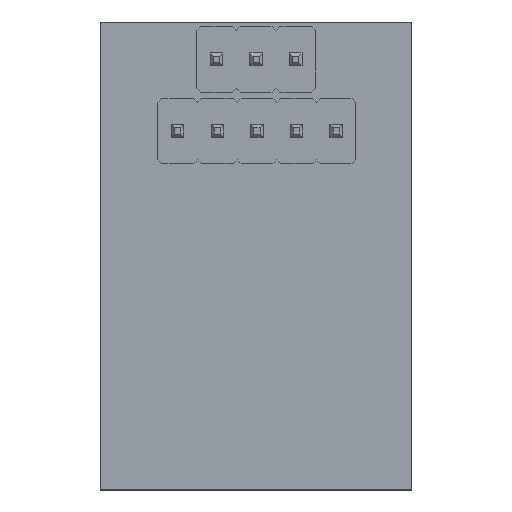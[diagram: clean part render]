
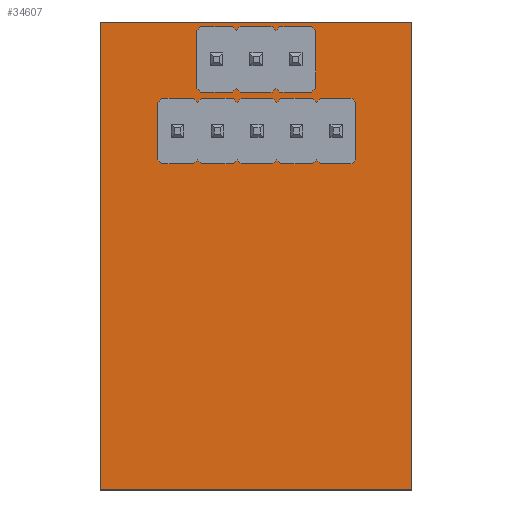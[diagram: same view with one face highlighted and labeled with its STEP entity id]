
A CAD part, top view. The second image highlights one B-rep face of the part: STEP entity #34607.
In plain terms, the highlighted planar face has unit normal (0, 0, 1).
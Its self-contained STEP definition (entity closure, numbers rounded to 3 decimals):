
#34407 = VERTEX_POINT('',#34408);
#34408 = CARTESIAN_POINT('',(5.,-7.5,1.6));
#34414 = EDGE_CURVE('',#34407,#34415,#34417,.T.);
#34415 = VERTEX_POINT('',#34416);
#34416 = CARTESIAN_POINT('',(-5.,-7.5,1.6));
#34417 = LINE('',#34418,#34419);
#34418 = CARTESIAN_POINT('',(5.,-7.5,1.6));
#34419 = VECTOR('',#34420,1.);
#34420 = DIRECTION('',(-1.,0.,0.));
#34447 = VERTEX_POINT('',#34448);
#34448 = CARTESIAN_POINT('',(5.,7.5,1.6));
#34454 = EDGE_CURVE('',#34447,#34407,#34455,.T.);
#34455 = LINE('',#34456,#34457);
#34456 = CARTESIAN_POINT('',(5.,7.5,1.6));
#34457 = VECTOR('',#34458,1.);
#34458 = DIRECTION('',(0.,-1.,0.));
#34476 = EDGE_CURVE('',#34415,#34477,#34479,.T.);
#34477 = VERTEX_POINT('',#34478);
#34478 = CARTESIAN_POINT('',(-5.,7.5,1.6));
#34479 = LINE('',#34480,#34481);
#34480 = CARTESIAN_POINT('',(-5.,-7.5,1.6));
#34481 = VECTOR('',#34482,1.);
#34482 = DIRECTION('',(0.,1.,0.));
#34607 = ADVANCED_FACE('',(#34608,#34619,#34630,#34641,#34652,#34663,
    #34674,#34685,#34696),#34707,.T.);
#34608 = FACE_BOUND('',#34609,.T.);
#34609 = EDGE_LOOP('',(#34610,#34611,#34612,#34618));
#34610 = ORIENTED_EDGE('',*,*,#34414,.F.);
#34611 = ORIENTED_EDGE('',*,*,#34454,.F.);
#34612 = ORIENTED_EDGE('',*,*,#34613,.F.);
#34613 = EDGE_CURVE('',#34477,#34447,#34614,.T.);
#34614 = LINE('',#34615,#34616);
#34615 = CARTESIAN_POINT('',(-5.,7.5,1.6));
#34616 = VECTOR('',#34617,1.);
#34617 = DIRECTION('',(1.,0.,0.));
#34618 = ORIENTED_EDGE('',*,*,#34476,.F.);
#34619 = FACE_BOUND('',#34620,.T.);
#34620 = EDGE_LOOP('',(#34621));
#34621 = ORIENTED_EDGE('',*,*,#34622,.T.);
#34622 = EDGE_CURVE('',#34623,#34623,#34625,.T.);
#34623 = VERTEX_POINT('',#34624);
#34624 = CARTESIAN_POINT('',(-2.51,3.675,1.6));
#34625 = CIRCLE('',#34626,0.325);
#34626 = AXIS2_PLACEMENT_3D('',#34627,#34628,#34629);
#34627 = CARTESIAN_POINT('',(-2.51,4.,1.6));
#34628 = DIRECTION('',(-0.,0.,-1.));
#34629 = DIRECTION('',(-0.,-1.,0.));
#34630 = FACE_BOUND('',#34631,.T.);
#34631 = EDGE_LOOP('',(#34632));
#34632 = ORIENTED_EDGE('',*,*,#34633,.T.);
#34633 = EDGE_CURVE('',#34634,#34634,#34636,.T.);
#34634 = VERTEX_POINT('',#34635);
#34635 = CARTESIAN_POINT('',(-1.24,3.675,1.6));
#34636 = CIRCLE('',#34637,0.325);
#34637 = AXIS2_PLACEMENT_3D('',#34638,#34639,#34640);
#34638 = CARTESIAN_POINT('',(-1.24,4.,1.6));
#34639 = DIRECTION('',(-0.,0.,-1.));
#34640 = DIRECTION('',(-0.,-1.,0.));
#34641 = FACE_BOUND('',#34642,.T.);
#34642 = EDGE_LOOP('',(#34643));
#34643 = ORIENTED_EDGE('',*,*,#34644,.T.);
#34644 = EDGE_CURVE('',#34645,#34645,#34647,.T.);
#34645 = VERTEX_POINT('',#34646);
#34646 = CARTESIAN_POINT('',(0.03,3.675,1.6));
#34647 = CIRCLE('',#34648,0.325);
#34648 = AXIS2_PLACEMENT_3D('',#34649,#34650,#34651);
#34649 = CARTESIAN_POINT('',(0.03,4.,1.6));
#34650 = DIRECTION('',(-0.,0.,-1.));
#34651 = DIRECTION('',(-0.,-1.,0.));
#34652 = FACE_BOUND('',#34653,.T.);
#34653 = EDGE_LOOP('',(#34654));
#34654 = ORIENTED_EDGE('',*,*,#34655,.T.);
#34655 = EDGE_CURVE('',#34656,#34656,#34658,.T.);
#34656 = VERTEX_POINT('',#34657);
#34657 = CARTESIAN_POINT('',(1.3,3.675,1.6));
#34658 = CIRCLE('',#34659,0.325);
#34659 = AXIS2_PLACEMENT_3D('',#34660,#34661,#34662);
#34660 = CARTESIAN_POINT('',(1.3,4.,1.6));
#34661 = DIRECTION('',(-0.,0.,-1.));
#34662 = DIRECTION('',(-0.,-1.,0.));
#34663 = FACE_BOUND('',#34664,.T.);
#34664 = EDGE_LOOP('',(#34665));
#34665 = ORIENTED_EDGE('',*,*,#34666,.T.);
#34666 = EDGE_CURVE('',#34667,#34667,#34669,.T.);
#34667 = VERTEX_POINT('',#34668);
#34668 = CARTESIAN_POINT('',(2.57,3.675,1.6));
#34669 = CIRCLE('',#34670,0.325);
#34670 = AXIS2_PLACEMENT_3D('',#34671,#34672,#34673);
#34671 = CARTESIAN_POINT('',(2.57,4.,1.6));
#34672 = DIRECTION('',(-0.,0.,-1.));
#34673 = DIRECTION('',(0.,-1.,0.));
#34674 = FACE_BOUND('',#34675,.T.);
#34675 = EDGE_LOOP('',(#34676));
#34676 = ORIENTED_EDGE('',*,*,#34677,.T.);
#34677 = EDGE_CURVE('',#34678,#34678,#34680,.T.);
#34678 = VERTEX_POINT('',#34679);
#34679 = CARTESIAN_POINT('',(-1.265,5.975,1.6));
#34680 = CIRCLE('',#34681,0.325);
#34681 = AXIS2_PLACEMENT_3D('',#34682,#34683,#34684);
#34682 = CARTESIAN_POINT('',(-1.265,6.3,1.6));
#34683 = DIRECTION('',(-0.,0.,-1.));
#34684 = DIRECTION('',(0.,-1.,-0.));
#34685 = FACE_BOUND('',#34686,.T.);
#34686 = EDGE_LOOP('',(#34687));
#34687 = ORIENTED_EDGE('',*,*,#34688,.T.);
#34688 = EDGE_CURVE('',#34689,#34689,#34691,.T.);
#34689 = VERTEX_POINT('',#34690);
#34690 = CARTESIAN_POINT('',(0.005,5.975,1.6));
#34691 = CIRCLE('',#34692,0.325);
#34692 = AXIS2_PLACEMENT_3D('',#34693,#34694,#34695);
#34693 = CARTESIAN_POINT('',(0.005,6.3,1.6));
#34694 = DIRECTION('',(-0.,0.,-1.));
#34695 = DIRECTION('',(0.,-1.,0.));
#34696 = FACE_BOUND('',#34697,.T.);
#34697 = EDGE_LOOP('',(#34698));
#34698 = ORIENTED_EDGE('',*,*,#34699,.T.);
#34699 = EDGE_CURVE('',#34700,#34700,#34702,.T.);
#34700 = VERTEX_POINT('',#34701);
#34701 = CARTESIAN_POINT('',(1.275,5.975,1.6));
#34702 = CIRCLE('',#34703,0.325);
#34703 = AXIS2_PLACEMENT_3D('',#34704,#34705,#34706);
#34704 = CARTESIAN_POINT('',(1.275,6.3,1.6));
#34705 = DIRECTION('',(-0.,0.,-1.));
#34706 = DIRECTION('',(-0.,-1.,0.));
#34707 = PLANE('',#34708);
#34708 = AXIS2_PLACEMENT_3D('',#34709,#34710,#34711);
#34709 = CARTESIAN_POINT('',(0.,0.,1.6));
#34710 = DIRECTION('',(0.,0.,1.));
#34711 = DIRECTION('',(1.,0.,-0.));
